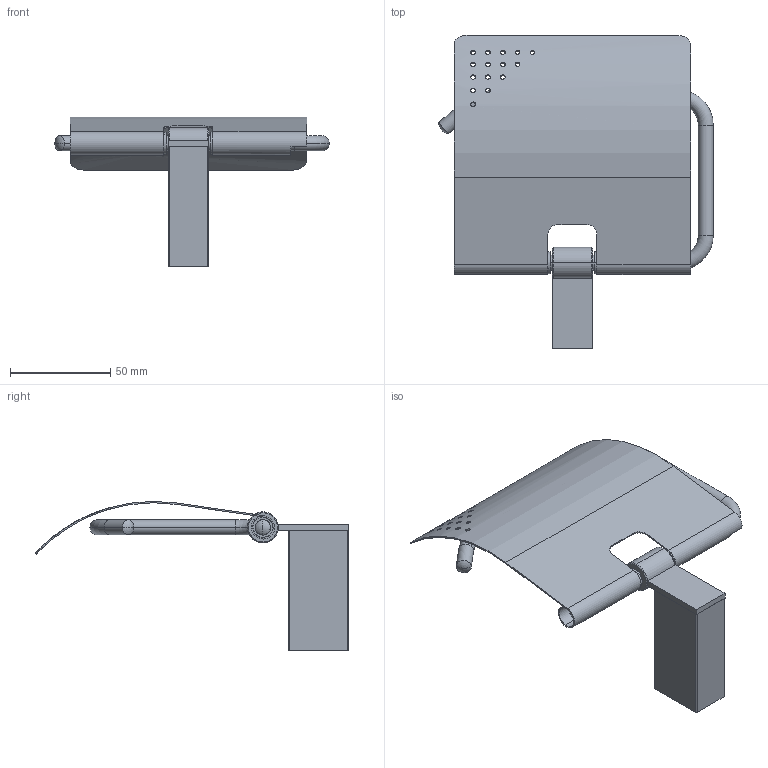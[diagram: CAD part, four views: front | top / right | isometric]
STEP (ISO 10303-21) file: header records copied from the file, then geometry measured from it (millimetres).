
FILE_DESCRIPTION (( 'STEP AP203' ), '1' );
FILE_NAME ('3386W.STEP', '2016-07-20T14:31:25', ( '微软中国' ), ( 'Microsoft' ), 'SwSTEP 2.0', 'SolidWorks 2012', '' );
FILE_SCHEMA (( 'CONFIG_CONTROL_DESIGN' ));
Length unit declared in the file: millimetre
Products named in the file (12): 3386W; 圉埴芛蹟佪M4X8; 33釱; 33假蚾え; 19翎祧醱啣; 11翎祧殤呿蹋杶; 11翎祧像; 33衄裔翎祧殤芛; 33衄裔祧殤筵裝; 33爾え; 33衄裔祧殤諉裝; 内六角凹端紧定螺丝M5X5
Assembly tree (14 placements, depth 3):
  3386W
    33假蚾え
    33釱
    圉埴芛蹟佪M4X8  x2
    内六角凹端紧定螺丝M5X5
    33衄裔翎祧殤芛
      33衄裔祧殤諉裝
      33爾え  x2
      33衄裔祧殤筵裝
    11翎祧像
    11翎祧殤呿蹋杶  x2
    19翎祧醱啣
Bounding box: 136.93 x 156.24 x 74.46 mm (x, y, z)
Volume: 51397 mm3; surface area: 61419.8 mm2
Topology: 13 solids, 13 shells, 372 faces, 952 edges, 611 vertices
Faces by surface type: cylinder 158, plane 115, cone 45, bspline 40, torus 14
Entity records: 16140 total; most frequent: CARTESIAN_POINT 7838, ORIENTED_EDGE 1536, DIRECTION 1321, EDGE_CURVE 768, VERTEX_POINT 495, AXIS2_PLACEMENT_3D 492, EDGE_LOOP 359, LINE 337
